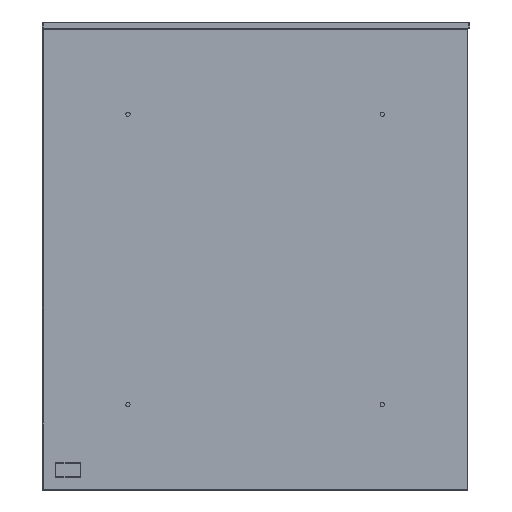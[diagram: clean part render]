
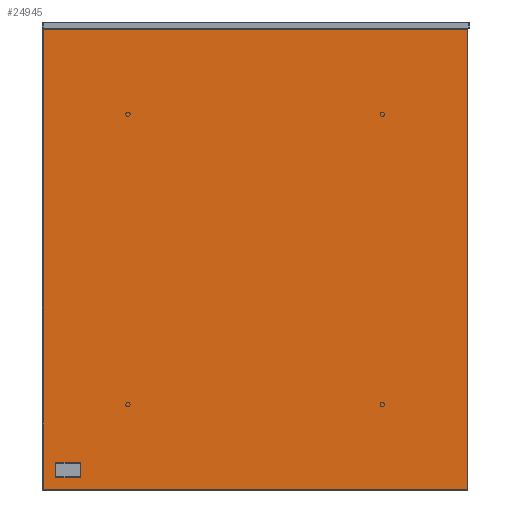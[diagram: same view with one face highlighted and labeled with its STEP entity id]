
A CAD part, left-side view. The second image highlights one B-rep face of the part: STEP entity #24945.
In plain terms, the highlighted planar face has unit normal (-1, 0, 0).
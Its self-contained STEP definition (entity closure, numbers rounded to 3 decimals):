
#24584=CARTESIAN_POINT('',(-3723.565,5493.44,-59.131));
#24585=VERTEX_POINT('',#24584);
#24586=CARTESIAN_POINT('',(-3723.565,5493.44,-596.869));
#24587=VERTEX_POINT('',#24586);
#24588=CARTESIAN_POINT('',(-3723.565,5493.44,-59.131));
#24589=DIRECTION('',(0.0,0.0,-1.0));
#24590=VECTOR('',#24589,537.737);
#24591=LINE('',#24588,#24590);
#24592=EDGE_CURVE('',#24585,#24587,#24591,.T.);
#24624=CARTESIAN_POINT('',(-3723.565,5493.771,-597.2));
#24625=VERTEX_POINT('',#24624);
#24626=CARTESIAN_POINT('',(-3723.565,5493.44,-596.869));
#24627=DIRECTION('',(0.0,0.707,-0.707));
#24628=VECTOR('',#24627,0.469);
#24629=LINE('',#24626,#24628);
#24630=EDGE_CURVE('',#24587,#24625,#24629,.T.);
#24655=CARTESIAN_POINT('',(-3723.565,5989.508,-597.2));
#24656=VERTEX_POINT('',#24655);
#24657=CARTESIAN_POINT('',(-3723.565,5493.771,-597.2));
#24658=DIRECTION('',(0.0,1.0,0.0));
#24659=VECTOR('',#24658,495.737);
#24660=LINE('',#24657,#24659);
#24661=EDGE_CURVE('',#24625,#24656,#24660,.T.);
#24695=CARTESIAN_POINT('',(-3723.565,5989.84,-596.869));
#24696=VERTEX_POINT('',#24695);
#24697=CARTESIAN_POINT('',(-3723.565,5989.508,-597.2));
#24698=DIRECTION('',(0.0,0.707,0.707));
#24699=VECTOR('',#24698,0.469);
#24700=LINE('',#24697,#24699);
#24701=EDGE_CURVE('',#24656,#24696,#24700,.T.);
#24726=CARTESIAN_POINT('',(-3723.565,5989.84,-59.131));
#24727=VERTEX_POINT('',#24726);
#24728=CARTESIAN_POINT('',(-3723.565,5989.84,-596.869));
#24729=DIRECTION('',(0.0,0.0,1.0));
#24730=VECTOR('',#24729,537.737);
#24731=LINE('',#24728,#24730);
#24732=EDGE_CURVE('',#24696,#24727,#24731,.T.);
#24757=CARTESIAN_POINT('',(-3723.565,5989.508,-58.8));
#24758=VERTEX_POINT('',#24757);
#24759=CARTESIAN_POINT('',(-3723.565,5989.84,-59.131));
#24760=DIRECTION('',(0.0,-0.707,0.707));
#24761=VECTOR('',#24760,0.469);
#24762=LINE('',#24759,#24761);
#24763=EDGE_CURVE('',#24727,#24758,#24762,.T.);
#24788=CARTESIAN_POINT('',(-3723.565,5493.771,-58.8));
#24789=VERTEX_POINT('',#24788);
#24790=CARTESIAN_POINT('',(-3723.565,5989.508,-58.8));
#24791=DIRECTION('',(0.0,-1.0,0.0));
#24792=VECTOR('',#24791,495.737);
#24793=LINE('',#24790,#24792);
#24794=EDGE_CURVE('',#24758,#24789,#24793,.T.);
#24817=CARTESIAN_POINT('',(-3723.565,5493.771,-58.8));
#24818=DIRECTION('',(0.0,-0.707,-0.707));
#24819=VECTOR('',#24818,0.469);
#24820=LINE('',#24817,#24819);
#24821=EDGE_CURVE('',#24789,#24585,#24820,.T.);
#24930=CARTESIAN_POINT('',(-3723.565,5741.64,-597.201));
#24931=DIRECTION('',(-1.0,0.0,0.0));
#24932=DIRECTION('',(0.0,0.0,1.0));
#24933=AXIS2_PLACEMENT_3D('',#24930,#24931,#24932);
#24934=PLANE('',#24933);
#24935=ORIENTED_EDGE('',*,*,#24592,.F.);
#24936=ORIENTED_EDGE('',*,*,#24821,.F.);
#24937=ORIENTED_EDGE('',*,*,#24794,.F.);
#24938=ORIENTED_EDGE('',*,*,#24763,.F.);
#24939=ORIENTED_EDGE('',*,*,#24732,.F.);
#24940=ORIENTED_EDGE('',*,*,#24701,.F.);
#24941=ORIENTED_EDGE('',*,*,#24661,.F.);
#24942=ORIENTED_EDGE('',*,*,#24630,.F.);
#24943=EDGE_LOOP('',(#24935,#24936,#24937,#24938,#24939,#24940,#24941,#24942));
#24944=FACE_OUTER_BOUND('',#24943,.T.);
#24945=ADVANCED_FACE('',(#24944),#24934,.T.);
